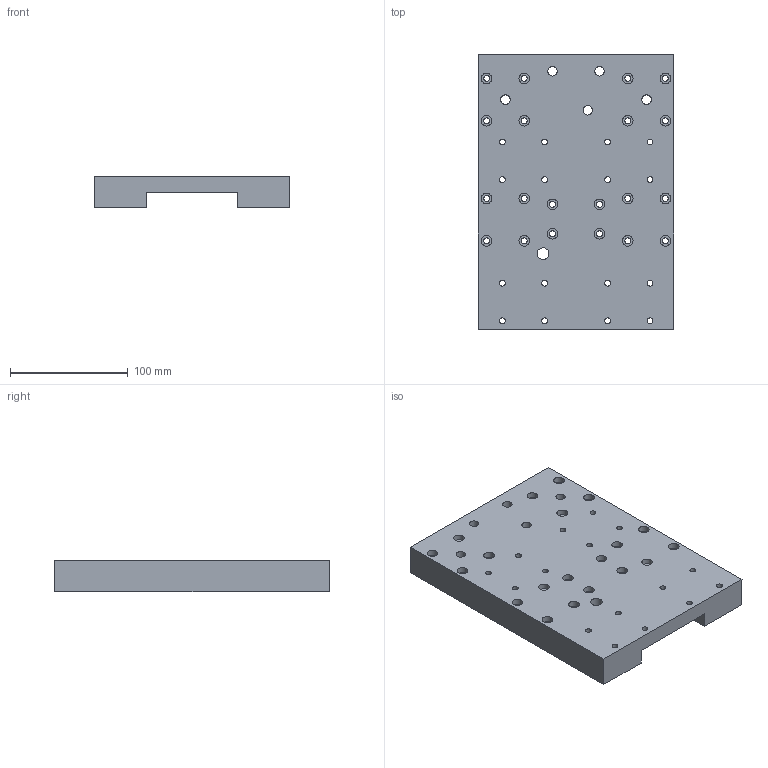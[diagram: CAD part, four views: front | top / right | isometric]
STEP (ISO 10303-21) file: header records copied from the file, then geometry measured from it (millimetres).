
FILE_DESCRIPTION(/* description */ (''),/* implementation_level */ '2;1');
FILE_NAME(/* name */ 'Plate 2.step',/* time_stamp */ '2024-06-03T15:10:44+02:00',/* author */ (''),/* organization */ (''),/* preprocessor_version */ 'ST-DEVELOPER v20',/* originating_system */ 'Autodesk Translation Framework v13.14.0.145',/* authorisation */ '');
FILE_SCHEMA (('AUTOMOTIVE_DESIGN { 1 0 10303 214 3 1 1 }'));
Length unit declared in the file: millimetre
Products named in the file (1): Plate 2
Bounding box: 166 x 233 x 26.5 mm (x, y, z)
Volume: 761593.4 mm3; surface area: 118504.6 mm2
Topology: 1 solids, 1 shells, 134 faces, 273 edges, 182 vertices
Faces by surface type: cylinder 83, plane 51
Full cylindrical faces by diameter (mm): 5 x36, 8 x21, 9 x20, 10 x1, 13 x5
Entity records: 3811 total; most frequent: DIRECTION 709, CARTESIAN_POINT 590, ORIENTED_EDGE 546, AXIS2_PLACEMENT_3D 301, EDGE_CURVE 273, EDGE_LOOP 259, VERTEX_POINT 182, CIRCLE 166
